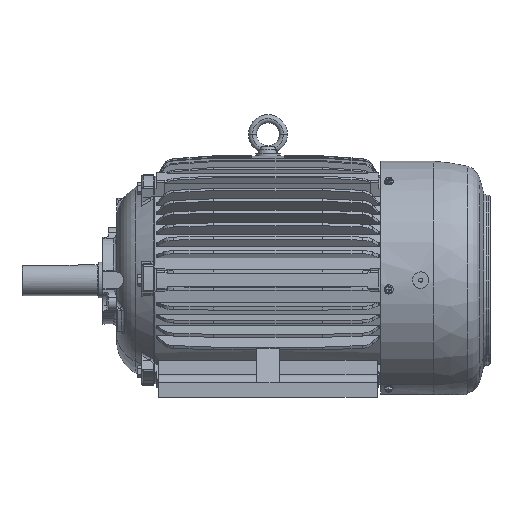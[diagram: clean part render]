
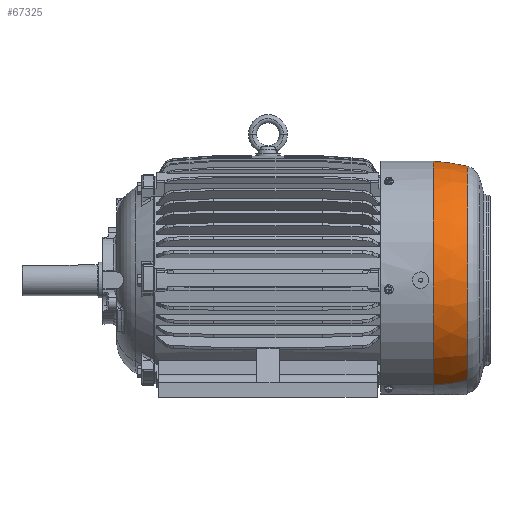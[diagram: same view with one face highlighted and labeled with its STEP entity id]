
A CAD part, front view. The second image highlights one B-rep face of the part: STEP entity #67325.
In plain terms, the highlighted spherical face has radius 182.75 mm.
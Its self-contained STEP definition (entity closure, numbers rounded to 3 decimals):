
#67238=CARTESIAN_POINT('Axis2P3D Location',(442.518,0.,0.)) ;
#67242=CARTESIAN_POINT('Vertex',(442.518,-83.774,-153.347)) ;
#67244=CARTESIAN_POINT('Vertex',(442.518,83.774,153.347)) ;
#67295=CARTESIAN_POINT('Axis2P3D Location',(389.,0.,0.)) ;
#67300=CARTESIAN_POINT('Axis2P3D Location',(389.,0.,0.)) ;
#67304=CARTESIAN_POINT('Vertex',(389.,-87.615,-160.378)) ;
#67306=CARTESIAN_POINT('Vertex',(389.,87.615,160.378)) ;
#67309=CARTESIAN_POINT('Axis2P3D Location',(389.,0.,0.)) ;
#67314=CARTESIAN_POINT('Axis2P3D Location',(389.,0.,0.)) ;
#67239=DIRECTION('Axis2P3D Direction',(-1.,0.,0.)) ;
#67296=DIRECTION('Axis2P3D Direction',(-1.,0.,0.)) ;
#67297=DIRECTION('Axis2P3D XDirection',(0.,0.479,0.878)) ;
#67301=DIRECTION('Axis2P3D Direction',(-1.,0.,0.)) ;
#67310=DIRECTION('Axis2P3D Direction',(0.,0.878,-0.479)) ;
#67315=DIRECTION('Axis2P3D Direction',(0.,-0.878,0.479)) ;
#67240=AXIS2_PLACEMENT_3D('Circle Axis2P3D',#67238,#67239,$) ;
#67298=AXIS2_PLACEMENT_3D('Sphere Axis2P3D',#67295,#67296,#67297) ;
#67302=AXIS2_PLACEMENT_3D('Circle Axis2P3D',#67300,#67301,$) ;
#67311=AXIS2_PLACEMENT_3D('Circle Axis2P3D',#67309,#67310,$) ;
#67316=AXIS2_PLACEMENT_3D('Circle Axis2P3D',#67314,#67315,$) ;
#67320=ORIENTED_EDGE('',*,*,#67308,.F.) ;
#67321=ORIENTED_EDGE('',*,*,#67313,.T.) ;
#67322=ORIENTED_EDGE('',*,*,#67246,.T.) ;
#67323=ORIENTED_EDGE('',*,*,#67318,.F.) ;
#67325=ADVANCED_FACE('31407C366.1',(#67324),#67299,.T.) ;
#67241=CIRCLE('generated circle',#67240,174.738) ;
#67303=CIRCLE('generated circle',#67302,182.75) ;
#67312=CIRCLE('generated circle',#67311,182.75) ;
#67317=CIRCLE('generated circle',#67316,182.75) ;
#67246=EDGE_CURVE('',#67243,#67245,#67241,.T.) ;
#67308=EDGE_CURVE('',#67305,#67307,#67303,.T.) ;
#67313=EDGE_CURVE('',#67305,#67243,#67312,.F.) ;
#67318=EDGE_CURVE('',#67307,#67245,#67317,.F.) ;
#67319=EDGE_LOOP('',(#67320,#67321,#67322,#67323)) ;
#67324=FACE_OUTER_BOUND('',#67319,.T.) ;
#67299=SPHERICAL_SURFACE('',#67298,182.75) ;
#67243=VERTEX_POINT('',#67242) ;
#67245=VERTEX_POINT('',#67244) ;
#67305=VERTEX_POINT('',#67304) ;
#67307=VERTEX_POINT('',#67306) ;
